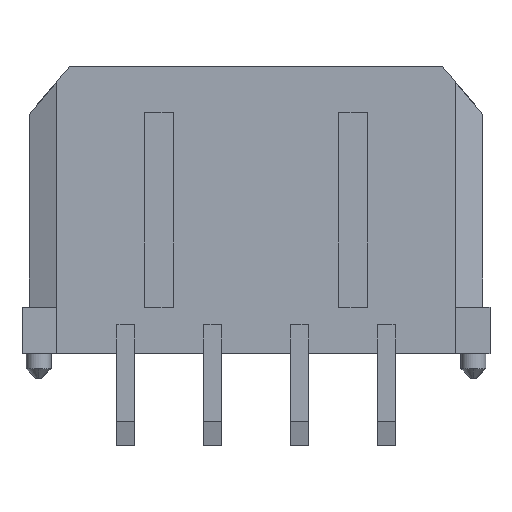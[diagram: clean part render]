
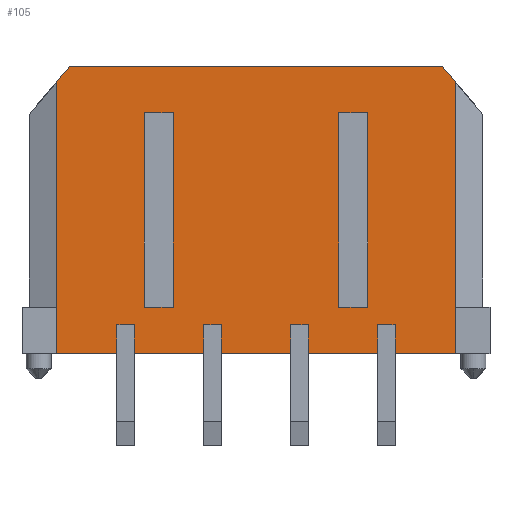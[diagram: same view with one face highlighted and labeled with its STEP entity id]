
A CAD part, front view. The second image highlights one B-rep face of the part: STEP entity #105.
In plain terms, the highlighted planar face has unit normal (0, -1, 0).
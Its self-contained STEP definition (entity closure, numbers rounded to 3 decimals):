
#105=ADVANCED_FACE('',(#497,#498,#499),#500,.T.);
#497=FACE_OUTER_BOUND('',#1203,.T.);
#498=FACE_BOUND('',#1204,.T.);
#499=FACE_BOUND('',#1205,.T.);
#500=PLANE('',#1206);
#1203=EDGE_LOOP('',(#2123,#2124,#2125,#2126,#2127,#2128,#2129,#2130,#2131,#2132,#2133,#2134,#2135,#2136,#2137,#2138,#2139,#2140,#2141,#2142,#2143,#2144,#2145,#2146,#2147,#2148));
#1204=EDGE_LOOP('',(#2149,#2150,#2151,#2152));
#1205=EDGE_LOOP('',(#2153,#2154,#2155,#2156));
#1206=AXIS2_PLACEMENT_3D('',#2157,#2158,#2159);
#2123=ORIENTED_EDGE('',*,*,#4818,.T.);
#2124=ORIENTED_EDGE('',*,*,#4819,.F.);
#2125=ORIENTED_EDGE('',*,*,#4820,.F.);
#2126=ORIENTED_EDGE('',*,*,#4821,.T.);
#2127=ORIENTED_EDGE('',*,*,#4822,.T.);
#2128=ORIENTED_EDGE('',*,*,#4823,.F.);
#2129=ORIENTED_EDGE('',*,*,#4824,.F.);
#2130=ORIENTED_EDGE('',*,*,#4825,.T.);
#2131=ORIENTED_EDGE('',*,*,#4826,.T.);
#2132=ORIENTED_EDGE('',*,*,#4827,.F.);
#2133=ORIENTED_EDGE('',*,*,#4828,.F.);
#2134=ORIENTED_EDGE('',*,*,#4829,.T.);
#2135=ORIENTED_EDGE('',*,*,#4830,.T.);
#2136=ORIENTED_EDGE('',*,*,#4831,.F.);
#2137=ORIENTED_EDGE('',*,*,#4832,.F.);
#2138=ORIENTED_EDGE('',*,*,#4833,.F.);
#2139=ORIENTED_EDGE('',*,*,#4834,.T.);
#2140=ORIENTED_EDGE('',*,*,#4835,.F.);
#2141=ORIENTED_EDGE('',*,*,#4732,.T.);
#2142=ORIENTED_EDGE('',*,*,#4778,.F.);
#2143=ORIENTED_EDGE('',*,*,#4836,.T.);
#2144=ORIENTED_EDGE('',*,*,#4837,.T.);
#2145=ORIENTED_EDGE('',*,*,#4838,.T.);
#2146=ORIENTED_EDGE('',*,*,#4839,.T.);
#2147=ORIENTED_EDGE('',*,*,#4840,.F.);
#2148=ORIENTED_EDGE('',*,*,#4841,.T.);
#2149=ORIENTED_EDGE('',*,*,#4842,.F.);
#2150=ORIENTED_EDGE('',*,*,#4843,.F.);
#2151=ORIENTED_EDGE('',*,*,#4844,.T.);
#2152=ORIENTED_EDGE('',*,*,#4845,.T.);
#2153=ORIENTED_EDGE('',*,*,#4846,.F.);
#2154=ORIENTED_EDGE('',*,*,#4847,.F.);
#2155=ORIENTED_EDGE('',*,*,#4848,.T.);
#2156=ORIENTED_EDGE('',*,*,#4849,.T.);
#2157=CARTESIAN_POINT('',(-7.825,-3.43,4.955));
#2158=DIRECTION('',(0.0,-1.0,0.0));
#2159=DIRECTION('',(0.0,0.0,-1.0));
#4732=EDGE_CURVE('',#5752,#5750,#5753,.T.);
#4778=EDGE_CURVE('',#5826,#5750,#5828,.T.);
#4818=EDGE_CURVE('',#5907,#5908,#5909,.T.);
#4819=EDGE_CURVE('',#5910,#5908,#5911,.T.);
#4820=EDGE_CURVE('',#5912,#5910,#5913,.T.);
#4821=EDGE_CURVE('',#5912,#5914,#5915,.T.);
#4822=EDGE_CURVE('',#5914,#5916,#5917,.T.);
#4823=EDGE_CURVE('',#5918,#5916,#5919,.T.);
#4824=EDGE_CURVE('',#5920,#5918,#5921,.T.);
#4825=EDGE_CURVE('',#5920,#5922,#5923,.T.);
#4826=EDGE_CURVE('',#5922,#5924,#5925,.T.);
#4827=EDGE_CURVE('',#5926,#5924,#5927,.T.);
#4828=EDGE_CURVE('',#5928,#5926,#5929,.T.);
#4829=EDGE_CURVE('',#5928,#5930,#5931,.T.);
#4830=EDGE_CURVE('',#5930,#5932,#5933,.T.);
#4831=EDGE_CURVE('',#5934,#5932,#5935,.T.);
#4832=EDGE_CURVE('',#5936,#5934,#5937,.T.);
#4833=EDGE_CURVE('',#5938,#5936,#5939,.T.);
#4834=EDGE_CURVE('',#5938,#5940,#5941,.T.);
#4835=EDGE_CURVE('',#5752,#5940,#5942,.T.);
#4836=EDGE_CURVE('',#5826,#5943,#5944,.T.);
#4837=EDGE_CURVE('',#5943,#5945,#5946,.T.);
#4838=EDGE_CURVE('',#5945,#5947,#5948,.T.);
#4839=EDGE_CURVE('',#5947,#5949,#5950,.T.);
#4840=EDGE_CURVE('',#5951,#5949,#5952,.T.);
#4841=EDGE_CURVE('',#5951,#5907,#5953,.T.);
#4842=EDGE_CURVE('',#5954,#5955,#5956,.T.);
#4843=EDGE_CURVE('',#5957,#5954,#5958,.T.);
#4844=EDGE_CURVE('',#5957,#5959,#5960,.T.);
#4845=EDGE_CURVE('',#5959,#5955,#5961,.T.);
#4846=EDGE_CURVE('',#5962,#5963,#5964,.T.);
#4847=EDGE_CURVE('',#5965,#5962,#5966,.T.);
#4848=EDGE_CURVE('',#5965,#5967,#5968,.T.);
#4849=EDGE_CURVE('',#5967,#5963,#5969,.T.);
#5750=VERTEX_POINT('',#7303);
#5752=VERTEX_POINT('',#7306);
#5753=LINE('',#7307,#7308);
#5826=VERTEX_POINT('',#7425);
#5828=LINE('',#7428,#7429);
#5907=VERTEX_POINT('',#7547);
#5908=VERTEX_POINT('',#7548);
#5909=LINE('',#7549,#7550);
#5910=VERTEX_POINT('',#7551);
#5911=LINE('',#7552,#7553);
#5912=VERTEX_POINT('',#7554);
#5913=LINE('',#7555,#7556);
#5914=VERTEX_POINT('',#7557);
#5915=LINE('',#7558,#7559);
#5916=VERTEX_POINT('',#7560);
#5917=LINE('',#7561,#7562);
#5918=VERTEX_POINT('',#7563);
#5919=LINE('',#7564,#7565);
#5920=VERTEX_POINT('',#7566);
#5921=LINE('',#7567,#7568);
#5922=VERTEX_POINT('',#7569);
#5923=LINE('',#7570,#7571);
#5924=VERTEX_POINT('',#7572);
#5925=LINE('',#7573,#7574);
#5926=VERTEX_POINT('',#7575);
#5927=LINE('',#7576,#7577);
#5928=VERTEX_POINT('',#7578);
#5929=LINE('',#7579,#7580);
#5930=VERTEX_POINT('',#7581);
#5931=LINE('',#7582,#7583);
#5932=VERTEX_POINT('',#7584);
#5933=LINE('',#7585,#7586);
#5934=VERTEX_POINT('',#7587);
#5935=LINE('',#7588,#7589);
#5936=VERTEX_POINT('',#7590);
#5937=LINE('',#7591,#7592);
#5938=VERTEX_POINT('',#7593);
#5939=LINE('',#7594,#7595);
#5940=VERTEX_POINT('',#7596);
#5941=LINE('',#7597,#7598);
#5942=LINE('',#7599,#7600);
#5943=VERTEX_POINT('',#7601);
#5944=LINE('',#7602,#7603);
#5945=VERTEX_POINT('',#7604);
#5946=LINE('',#7605,#7606);
#5947=VERTEX_POINT('',#7607);
#5948=LINE('',#7608,#7609);
#5949=VERTEX_POINT('',#7610);
#5950=LINE('',#7611,#7612);
#5951=VERTEX_POINT('',#7613);
#5952=LINE('',#7614,#7615);
#5953=LINE('',#7616,#7617);
#5954=VERTEX_POINT('',#7618);
#5955=VERTEX_POINT('',#7619);
#5956=LINE('',#7620,#7621);
#5957=VERTEX_POINT('',#7622);
#5958=LINE('',#7623,#7624);
#5959=VERTEX_POINT('',#7625);
#5960=LINE('',#7626,#7627);
#5961=LINE('',#7628,#7629);
#5962=VERTEX_POINT('',#7630);
#5963=VERTEX_POINT('',#7631);
#5964=LINE('',#7632,#7633);
#5965=VERTEX_POINT('',#7634);
#5966=LINE('',#7635,#7636);
#5967=VERTEX_POINT('',#7637);
#5968=LINE('',#7638,#7639);
#5969=LINE('',#7640,#7641);
#7303=CARTESIAN_POINT('',(6.425,-3.43,4.955));
#7306=CARTESIAN_POINT('',(6.884,-3.43,4.413));
#7307=CARTESIAN_POINT('',(6.884,-3.43,4.413));
#7308=VECTOR('',#9616,0.71);
#7425=CARTESIAN_POINT('',(-6.425,-3.43,4.955));
#7428=CARTESIAN_POINT('',(-6.425,-3.43,4.955));
#7429=VECTOR('',#9662,12.85);
#7547=CARTESIAN_POINT('',(-4.799,-3.43,-3.955));
#7548=CARTESIAN_POINT('',(-4.202,-3.43,-3.955));
#7549=CARTESIAN_POINT('',(-4.799,-3.43,-3.955));
#7550=VECTOR('',#9702,0.597);
#7551=CARTESIAN_POINT('',(-4.202,-3.43,-4.955));
#7552=CARTESIAN_POINT('',(-4.202,-3.43,-4.955));
#7553=VECTOR('',#9703,1.0);
#7554=CARTESIAN_POINT('',(-1.799,-3.43,-4.955));
#7555=CARTESIAN_POINT('',(-1.799,-3.43,-4.955));
#7556=VECTOR('',#9704,2.403);
#7557=CARTESIAN_POINT('',(-1.799,-3.43,-3.955));
#7558=CARTESIAN_POINT('',(-1.799,-3.43,-4.955));
#7559=VECTOR('',#9705,1.0);
#7560=CARTESIAN_POINT('',(-1.202,-3.43,-3.955));
#7561=CARTESIAN_POINT('',(-1.799,-3.43,-3.955));
#7562=VECTOR('',#9706,0.597);
#7563=CARTESIAN_POINT('',(-1.202,-3.43,-4.955));
#7564=CARTESIAN_POINT('',(-1.202,-3.43,-4.955));
#7565=VECTOR('',#9707,1.0);
#7566=CARTESIAN_POINT('',(1.202,-3.43,-4.955));
#7567=CARTESIAN_POINT('',(1.202,-3.43,-4.955));
#7568=VECTOR('',#9708,2.403);
#7569=CARTESIAN_POINT('',(1.202,-3.43,-3.955));
#7570=CARTESIAN_POINT('',(1.202,-3.43,-4.955));
#7571=VECTOR('',#9709,1.0);
#7572=CARTESIAN_POINT('',(1.799,-3.43,-3.955));
#7573=CARTESIAN_POINT('',(1.202,-3.43,-3.955));
#7574=VECTOR('',#9710,0.597);
#7575=CARTESIAN_POINT('',(1.799,-3.43,-4.955));
#7576=CARTESIAN_POINT('',(1.799,-3.43,-4.955));
#7577=VECTOR('',#9711,1.0);
#7578=CARTESIAN_POINT('',(4.202,-3.43,-4.955));
#7579=CARTESIAN_POINT('',(4.202,-3.43,-4.955));
#7580=VECTOR('',#9712,2.403);
#7581=CARTESIAN_POINT('',(4.202,-3.43,-3.955));
#7582=CARTESIAN_POINT('',(4.202,-3.43,-4.955));
#7583=VECTOR('',#9713,1.0);
#7584=CARTESIAN_POINT('',(4.799,-3.43,-3.955));
#7585=CARTESIAN_POINT('',(4.202,-3.43,-3.955));
#7586=VECTOR('',#9714,0.597);
#7587=CARTESIAN_POINT('',(4.799,-3.43,-4.955));
#7588=CARTESIAN_POINT('',(4.799,-3.43,-4.955));
#7589=VECTOR('',#9715,1.0);
#7590=CARTESIAN_POINT('',(6.875,-3.43,-4.955));
#7591=CARTESIAN_POINT('',(6.875,-3.43,-4.955));
#7592=VECTOR('',#9716,2.077);
#7593=CARTESIAN_POINT('',(6.875,-3.43,-3.355));
#7594=CARTESIAN_POINT('',(6.875,-3.43,-3.355));
#7595=VECTOR('',#9717,1.6);
#7596=CARTESIAN_POINT('',(6.884,-3.43,-3.355));
#7597=CARTESIAN_POINT('',(6.875,-3.43,-3.355));
#7598=VECTOR('',#9718,0.009);
#7599=CARTESIAN_POINT('',(6.884,-3.43,4.413));
#7600=VECTOR('',#9719,7.768);
#7601=CARTESIAN_POINT('',(-6.884,-3.43,4.413));
#7602=CARTESIAN_POINT('',(-6.425,-3.43,4.955));
#7603=VECTOR('',#9720,0.71);
#7604=CARTESIAN_POINT('',(-6.884,-3.43,-3.355));
#7605=CARTESIAN_POINT('',(-6.884,-3.43,4.413));
#7606=VECTOR('',#9721,7.768);
#7607=CARTESIAN_POINT('',(-6.875,-3.43,-3.355));
#7608=CARTESIAN_POINT('',(-6.884,-3.43,-3.355));
#7609=VECTOR('',#9722,0.009);
#7610=CARTESIAN_POINT('',(-6.875,-3.43,-4.955));
#7611=CARTESIAN_POINT('',(-6.875,-3.43,-3.355));
#7612=VECTOR('',#9723,1.6);
#7613=CARTESIAN_POINT('',(-4.799,-3.43,-4.955));
#7614=CARTESIAN_POINT('',(-4.799,-3.43,-4.955));
#7615=VECTOR('',#9724,2.077);
#7616=CARTESIAN_POINT('',(-4.799,-3.43,-4.955));
#7617=VECTOR('',#9725,1.0);
#7618=CARTESIAN_POINT('',(3.85,-3.43,-3.355));
#7619=CARTESIAN_POINT('',(3.85,-3.43,3.355));
#7620=CARTESIAN_POINT('',(3.85,-3.43,-3.355));
#7621=VECTOR('',#9726,6.71);
#7622=CARTESIAN_POINT('',(2.85,-3.43,-3.355));
#7623=CARTESIAN_POINT('',(2.85,-3.43,-3.355));
#7624=VECTOR('',#9727,1.0);
#7625=CARTESIAN_POINT('',(2.85,-3.43,3.355));
#7626=CARTESIAN_POINT('',(2.85,-3.43,-3.355));
#7627=VECTOR('',#9728,6.71);
#7628=CARTESIAN_POINT('',(2.85,-3.43,3.355));
#7629=VECTOR('',#9729,1.0);
#7630=CARTESIAN_POINT('',(-2.85,-3.43,-3.355));
#7631=CARTESIAN_POINT('',(-2.85,-3.43,3.355));
#7632=CARTESIAN_POINT('',(-2.85,-3.43,-3.355));
#7633=VECTOR('',#9730,6.71);
#7634=CARTESIAN_POINT('',(-3.85,-3.43,-3.355));
#7635=CARTESIAN_POINT('',(-3.85,-3.43,-3.355));
#7636=VECTOR('',#9731,1.0);
#7637=CARTESIAN_POINT('',(-3.85,-3.43,3.355));
#7638=CARTESIAN_POINT('',(-3.85,-3.43,-3.355));
#7639=VECTOR('',#9732,6.71);
#7640=CARTESIAN_POINT('',(-3.85,-3.43,3.355));
#7641=VECTOR('',#9733,1.0);
#9616=DIRECTION('',(-0.647,0.0,0.763));
#9662=DIRECTION('',(1.0,0.0,0.0));
#9702=DIRECTION('',(1.0,0.0,0.0));
#9703=DIRECTION('',(0.0,0.0,1.0));
#9704=DIRECTION('',(-1.0,0.0,0.0));
#9705=DIRECTION('',(0.0,0.0,1.0));
#9706=DIRECTION('',(1.0,0.0,0.0));
#9707=DIRECTION('',(0.0,0.0,1.0));
#9708=DIRECTION('',(-1.0,0.0,0.0));
#9709=DIRECTION('',(0.0,0.0,1.0));
#9710=DIRECTION('',(1.0,0.0,0.0));
#9711=DIRECTION('',(0.0,0.0,1.0));
#9712=DIRECTION('',(-1.0,0.0,0.0));
#9713=DIRECTION('',(0.0,0.0,1.0));
#9714=DIRECTION('',(1.0,0.0,0.0));
#9715=DIRECTION('',(0.0,0.0,1.0));
#9716=DIRECTION('',(-1.0,0.0,0.0));
#9717=DIRECTION('',(0.0,0.0,-1.0));
#9718=DIRECTION('',(1.0,0.0,0.0));
#9719=DIRECTION('',(0.0,0.0,-1.0));
#9720=DIRECTION('',(-0.647,0.0,-0.763));
#9721=DIRECTION('',(0.0,0.0,-1.0));
#9722=DIRECTION('',(1.0,0.0,0.0));
#9723=DIRECTION('',(0.0,0.0,-1.0));
#9724=DIRECTION('',(-1.0,0.0,0.0));
#9725=DIRECTION('',(0.0,0.0,1.0));
#9726=DIRECTION('',(0.0,0.0,1.0));
#9727=DIRECTION('',(1.0,0.0,0.0));
#9728=DIRECTION('',(0.0,0.0,1.0));
#9729=DIRECTION('',(1.0,0.0,0.0));
#9730=DIRECTION('',(0.0,0.0,1.0));
#9731=DIRECTION('',(1.0,0.0,0.0));
#9732=DIRECTION('',(0.0,0.0,1.0));
#9733=DIRECTION('',(1.0,0.0,0.0));
